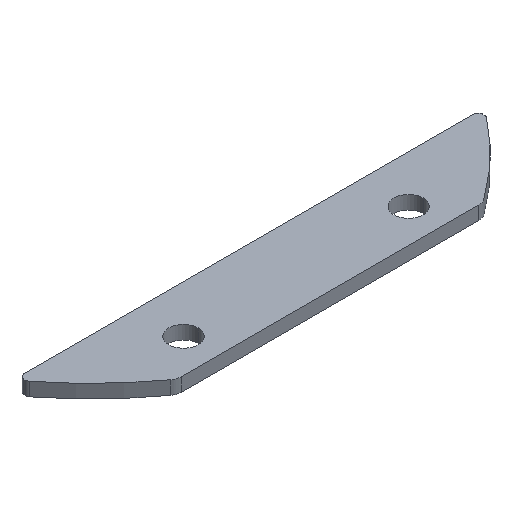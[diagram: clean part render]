
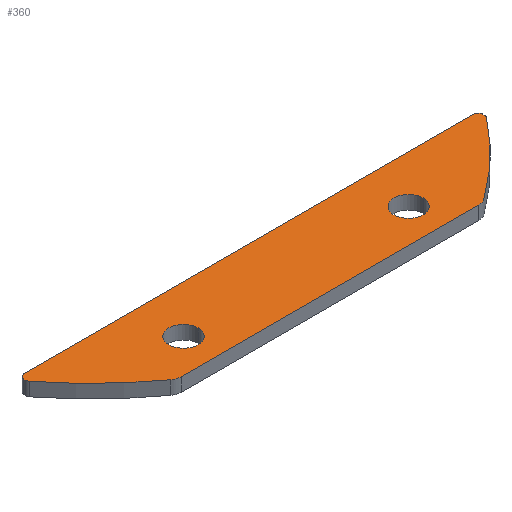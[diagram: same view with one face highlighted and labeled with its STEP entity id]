
A CAD part, isometric view. The second image highlights one B-rep face of the part: STEP entity #360.
In plain terms, the highlighted planar face has unit normal (0, 0, 1).
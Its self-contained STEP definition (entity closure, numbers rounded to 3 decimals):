
#40=PLANE('',#393);
#45=VECTOR('',#431,1.);
#49=VECTOR('',#436,1.);
#55=VECTOR('',#443,1.);
#58=VECTOR('',#447,1.);
#62=VECTOR('',#452,1.);
#72=LINE('',#539,#45);
#76=LINE('',#548,#49);
#82=LINE('',#561,#55);
#85=LINE('',#568,#58);
#89=LINE('',#577,#62);
#97=VERTEX_POINT('',#525);
#98=VERTEX_POINT('',#527);
#101=VERTEX_POINT('',#534);
#102=VERTEX_POINT('',#536);
#103=VERTEX_POINT('',#540);
#104=VERTEX_POINT('',#541);
#107=VERTEX_POINT('',#549);
#108=VERTEX_POINT('',#550);
#112=VERTEX_POINT('',#560);
#115=VERTEX_POINT('',#567);
#116=VERTEX_POINT('',#569);
#119=VERTEX_POINT('',#576);
#120=VERTEX_POINT('',#578);
#125=VERTEX_POINT('',#597);
#126=VERTEX_POINT('',#599);
#127=VERTEX_POINT('',#604);
#128=VERTEX_POINT('',#606);
#130=CIRCLE('',#373,3.25);
#132=CIRCLE('',#376,3.25);
#143=CIRCLE('',#394,3.);
#144=CIRCLE('',#395,80.);
#145=CIRCLE('',#396,1.);
#146=CIRCLE('',#397,1.);
#147=CIRCLE('',#398,1.);
#148=CIRCLE('',#399,1.);
#149=CIRCLE('',#400,80.);
#150=CIRCLE('',#401,3.);
#151=CIRCLE('',#402,3.25);
#152=CIRCLE('',#403,3.25);
#155=EDGE_CURVE('',#97,#98,#130,.T.);
#159=EDGE_CURVE('',#101,#102,#132,.T.);
#161=EDGE_CURVE('',#103,#104,#72,.T.);
#165=EDGE_CURVE('',#107,#108,#76,.T.);
#171=EDGE_CURVE('',#104,#112,#82,.T.);
#174=EDGE_CURVE('',#116,#115,#85,.T.);
#178=EDGE_CURVE('',#120,#119,#89,.T.);
#190=EDGE_CURVE('',#119,#125,#143,.T.);
#191=EDGE_CURVE('',#126,#125,#144,.T.);
#192=EDGE_CURVE('',#126,#116,#145,.T.);
#193=EDGE_CURVE('',#115,#103,#146,.T.);
#194=EDGE_CURVE('',#112,#107,#147,.T.);
#195=EDGE_CURVE('',#108,#127,#148,.T.);
#196=EDGE_CURVE('',#128,#127,#149,.T.);
#197=EDGE_CURVE('',#128,#120,#150,.T.);
#198=EDGE_CURVE('',#98,#97,#151,.T.);
#199=EDGE_CURVE('',#102,#101,#152,.T.);
#249=ORIENTED_EDGE('',*,*,#178,.T.);
#250=ORIENTED_EDGE('',*,*,#190,.T.);
#251=ORIENTED_EDGE('',*,*,#191,.F.);
#252=ORIENTED_EDGE('',*,*,#192,.T.);
#253=ORIENTED_EDGE('',*,*,#174,.T.);
#254=ORIENTED_EDGE('',*,*,#193,.T.);
#255=ORIENTED_EDGE('',*,*,#161,.T.);
#256=ORIENTED_EDGE('',*,*,#171,.T.);
#257=ORIENTED_EDGE('',*,*,#194,.T.);
#258=ORIENTED_EDGE('',*,*,#165,.T.);
#259=ORIENTED_EDGE('',*,*,#195,.T.);
#260=ORIENTED_EDGE('',*,*,#196,.F.);
#261=ORIENTED_EDGE('',*,*,#197,.T.);
#262=ORIENTED_EDGE('',*,*,#198,.F.);
#263=ORIENTED_EDGE('',*,*,#155,.F.);
#264=ORIENTED_EDGE('',*,*,#199,.F.);
#265=ORIENTED_EDGE('',*,*,#159,.F.);
#316=EDGE_LOOP('',(#249,#250,#251,#252,#253,#254,#255,#256,#257,#258,#259,
#260,#261));
#317=EDGE_LOOP('',(#262,#263));
#318=EDGE_LOOP('',(#264,#265));
#339=FACE_BOUND('',#316,.T.);
#340=FACE_BOUND('',#317,.T.);
#341=FACE_BOUND('',#318,.T.);
#360=ADVANCED_FACE('',(#339,#340,#341),#40,.T.);
#373=AXIS2_PLACEMENT_3D('',#526,#419,#420);
#376=AXIS2_PLACEMENT_3D('',#535,#427,#428);
#393=AXIS2_PLACEMENT_3D('',#595,#475,$);
#394=AXIS2_PLACEMENT_3D('',#596,#476,#477);
#395=AXIS2_PLACEMENT_3D('',#598,#478,#479);
#396=AXIS2_PLACEMENT_3D('',#600,#480,#481);
#397=AXIS2_PLACEMENT_3D('',#601,#482,#483);
#398=AXIS2_PLACEMENT_3D('',#602,#484,#485);
#399=AXIS2_PLACEMENT_3D('',#603,#486,#487);
#400=AXIS2_PLACEMENT_3D('',#605,#488,#489);
#401=AXIS2_PLACEMENT_3D('',#607,#490,#491);
#402=AXIS2_PLACEMENT_3D('',#608,#492,#493);
#403=AXIS2_PLACEMENT_3D('',#609,#494,#495);
#419=DIRECTION('',(0.,0.,1.));
#420=DIRECTION('',(3.25,0.,0.));
#427=DIRECTION('',(0.,0.,1.));
#428=DIRECTION('',(3.25,0.,0.));
#431=DIRECTION('',(-1.,0.,0.));
#436=DIRECTION('',(0.,-1.,0.));
#443=DIRECTION('',(-1.,0.,0.));
#447=DIRECTION('',(0.,1.,0.));
#452=DIRECTION('',(1.,0.,0.));
#475=DIRECTION('',(0.,0.,1.));
#476=DIRECTION('',(0.,0.,1.));
#477=DIRECTION('',(3.,0.,0.));
#478=DIRECTION('',(0.,0.,-1.));
#479=DIRECTION('',(80.,0.,0.));
#480=DIRECTION('',(0.,0.,1.));
#481=DIRECTION('',(1.,0.,0.));
#482=DIRECTION('',(0.,0.,1.));
#483=DIRECTION('',(1.,0.,0.));
#484=DIRECTION('',(0.,0.,1.));
#485=DIRECTION('',(1.,0.,0.));
#486=DIRECTION('',(0.,0.,1.));
#487=DIRECTION('',(1.,0.,0.));
#488=DIRECTION('',(0.,0.,-1.));
#489=DIRECTION('',(80.,0.,0.));
#490=DIRECTION('',(0.,0.,1.));
#491=DIRECTION('',(3.,0.,0.));
#492=DIRECTION('',(0.,0.,1.));
#493=DIRECTION('',(3.25,0.,0.));
#494=DIRECTION('',(0.,0.,1.));
#495=DIRECTION('',(3.25,0.,0.));
#525=CARTESIAN_POINT('',(-28.25,-1.5,0.));
#526=CARTESIAN_POINT('',(-25.,-1.5,0.));
#527=CARTESIAN_POINT('',(-21.75,-1.5,0.));
#534=CARTESIAN_POINT('',(21.75,-1.5,0.));
#535=CARTESIAN_POINT('',(25.,-1.5,0.));
#536=CARTESIAN_POINT('',(28.25,-1.5,0.));
#539=CARTESIAN_POINT('',(50.,9.,0.));
#540=CARTESIAN_POINT('',(50.,9.,0.));
#541=CARTESIAN_POINT('',(0.,9.,0.));
#548=CARTESIAN_POINT('',(-51.,8.,0.));
#549=CARTESIAN_POINT('',(-51.,8.,0.));
#550=CARTESIAN_POINT('',(-51.,7.606,0.));
#560=CARTESIAN_POINT('',(-50.,9.,0.));
#561=CARTESIAN_POINT('',(0.,9.,0.));
#567=CARTESIAN_POINT('',(51.,8.,0.));
#568=CARTESIAN_POINT('',(51.,7.606,0.));
#569=CARTESIAN_POINT('',(51.,7.606,0.));
#576=CARTESIAN_POINT('',(33.036,-9.,0.));
#577=CARTESIAN_POINT('',(-33.036,-9.,0.));
#578=CARTESIAN_POINT('',(-33.036,-9.,0.));
#595=CARTESIAN_POINT('',(0.,0.,0.));
#596=CARTESIAN_POINT('',(33.036,-6.,0.));
#597=CARTESIAN_POINT('',(34.799,-8.428,0.));
#598=CARTESIAN_POINT('',(-12.199,56.312,0.));
#599=CARTESIAN_POINT('',(50.787,6.989,0.));
#600=CARTESIAN_POINT('',(50.,7.606,0.));
#601=CARTESIAN_POINT('',(50.,8.,0.));
#602=CARTESIAN_POINT('',(-50.,8.,0.));
#603=CARTESIAN_POINT('',(-50.,7.606,0.));
#604=CARTESIAN_POINT('',(-50.787,6.989,0.));
#605=CARTESIAN_POINT('',(12.199,56.312,0.));
#606=CARTESIAN_POINT('',(-34.799,-8.428,0.));
#607=CARTESIAN_POINT('',(-33.036,-6.,0.));
#608=CARTESIAN_POINT('',(-25.,-1.5,0.));
#609=CARTESIAN_POINT('',(25.,-1.5,0.));
